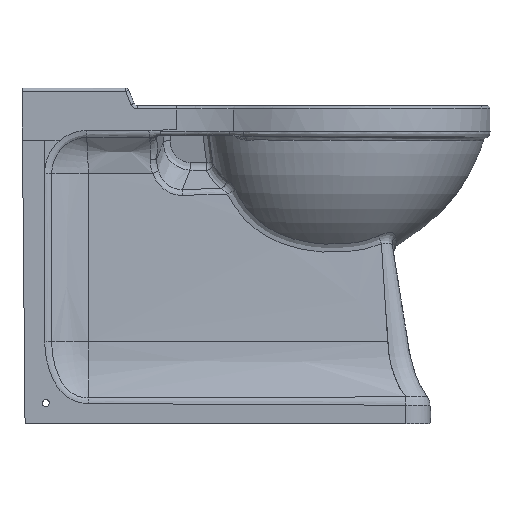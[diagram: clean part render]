
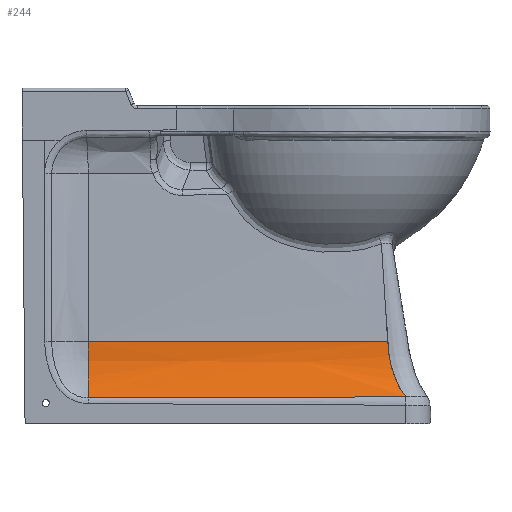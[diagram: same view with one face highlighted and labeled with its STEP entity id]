
A CAD part, left-side view. The second image highlights one B-rep face of the part: STEP entity #244.
In plain terms, the highlighted free-form (B-spline) face has degree [3, 3] with [4, 4] control points.
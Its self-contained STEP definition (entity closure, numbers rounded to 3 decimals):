
#244=ADVANCED_FACE('',(#477),#3451,.T.);
#477=FACE_OUTER_BOUND('',#722,.T.);
#722=EDGE_LOOP('',(#1781,#1782,#1783,#1784,#1785));
#1781=ORIENTED_EDGE('',*,*,#2401,.F.);
#1782=ORIENTED_EDGE('',*,*,#2397,.T.);
#1783=ORIENTED_EDGE('',*,*,#2404,.T.);
#1784=ORIENTED_EDGE('',*,*,#2403,.T.);
#1785=ORIENTED_EDGE('',*,*,#2402,.F.);
#2397=EDGE_CURVE('',#3338,#3339,#2712,.T.);
#2401=EDGE_CURVE('',#3338,#3340,#2716,.T.);
#2402=EDGE_CURVE('',#3340,#3282,#2995,.T.);
#2403=EDGE_CURVE('',#3341,#3282,#2717,.T.);
#2404=EDGE_CURVE('',#3339,#3341,#2718,.T.);
#2712=B_SPLINE_CURVE_WITH_KNOTS('',3,(#204386,#204387,#204388,#204389,#204390,
#204391,#204392,#204393,#204394,#204395,#204396,#204397),.UNSPECIFIED.,
 .F.,.F.,(4,3,1,1,3,4),(714.306,722.182,849.202,
976.221,1103.24,1146.524),.UNSPECIFIED.);
#2716=B_SPLINE_CURVE_WITH_KNOTS('',3,(#204432,#204433,#204434,#204435,#204436,
#204437,#204438,#204439,#204440,#204441,#204442,#204443,#204444,#204445,
#204446,#204447,#204448,#204449,#204450,#204451,#204452,#204453,#204454,
#204455,#204456,#204457,#204458,#204459,#204460,#204461,#204462,#204463,
#204464,#204465,#204466,#204467,#204468,#204469,#204470),.UNSPECIFIED.,
 .F.,.F.,(4,1,1,1,1,1,1,1,1,1,1,1,1,1,1,1,1,1,1,1,1,1,1,1,1,1,1,1,1,1,1,
1,1,1,1,1,4),(-100.883,-98.157,-95.43,-92.704,
-89.977,-87.25,-84.524,-81.797,
-79.071,-76.344,-73.618,-70.891,
-68.164,-65.438,-62.711,-59.985,
-57.258,-54.532,-51.805,-49.078,
-46.352,-43.625,-40.899,-38.172,
-35.446,-32.719,-29.992,-27.266,
-24.539,-21.813,-19.086,-16.359,
-13.633,-10.906,-8.18,-5.453,
-4.988),.UNSPECIFIED.);
#2717=B_SPLINE_CURVE_WITH_KNOTS('',3,(#204481,#204482,#204483,#204484,#204485,
#204486,#204487,#204488,#204489,#204490,#204491,#204492,#204493,#204494,
#204495,#204496),.UNSPECIFIED.,.F.,.F.,(4,2,2,2,2,2,2,4),(0.,
6.104,12.207,24.417,36.633,48.852,
73.386,90.174),.UNSPECIFIED.);
#2718=B_SPLINE_CURVE_WITH_KNOTS('',3,(#204497,#204498,#204499,#204500),
 .UNSPECIFIED.,.F.,.F.,(4,4),(1146.524,1146.529),
 .UNSPECIFIED.);
#2995=(
BOUNDED_CURVE()
B_SPLINE_CURVE(3,(#204471,#204472,#204473,#204474,#204475,#204476,#204477,
#204478,#204479,#204480),.UNSPECIFIED.,.F.,.F.)
B_SPLINE_CURVE_WITH_KNOTS((4,3,3,4),(-492.301,-438.445,
-219.233,-34.01),.UNSPECIFIED.)
CURVE()
GEOMETRIC_REPRESENTATION_ITEM()
RATIONAL_B_SPLINE_CURVE((1.,1.,1.,1.,
1.,1.,1.,1.,
1.,1.))
REPRESENTATION_ITEM('')
);
#3282=VERTEX_POINT('',#189552);
#3338=VERTEX_POINT('',#189608);
#3339=VERTEX_POINT('',#189609);
#3340=VERTEX_POINT('',#189610);
#3341=VERTEX_POINT('',#189611);
#3451=B_SPLINE_SURFACE_WITH_KNOTS('',3,3,((#185647,#185648,#185649,#185650),
(#185651,#185652,#185653,#185654),(#185655,#185656,#185657,#185658),(#185659,
#185660,#185661,#185662)),.UNSPECIFIED.,.F.,.F.,.F.,(4,4),(4,4),(0.,1.),
(0.,588.251),.UNSPECIFIED.);
#185647=CARTESIAN_POINT('',(-95.334,-588.183,118.556));
#185648=CARTESIAN_POINT('',(-99.526,-392.122,118.556));
#185649=CARTESIAN_POINT('',(-103.717,-196.061,118.556));
#185650=CARTESIAN_POINT('',(-107.908,0.,118.556));
#185651=CARTESIAN_POINT('',(-97.243,-588.185,88.12));
#185652=CARTESIAN_POINT('',(-100.083,-392.122,88.54));
#185653=CARTESIAN_POINT('',(-102.923,-196.06,88.959));
#185654=CARTESIAN_POINT('',(-105.764,0.002,89.379));
#185655=CARTESIAN_POINT('',(-106.478,-588.185,56.97));
#185656=CARTESIAN_POINT('',(-107.815,-392.122,57.504));
#185657=CARTESIAN_POINT('',(-109.153,-196.06,58.038));
#185658=CARTESIAN_POINT('',(-110.491,0.003,58.572));
#185659=CARTESIAN_POINT('',(-127.5,-588.183,34.121));
#185660=CARTESIAN_POINT('',(-127.5,-392.122,34.121));
#185661=CARTESIAN_POINT('',(-127.5,-196.061,34.121));
#185662=CARTESIAN_POINT('',(-127.5,0.,34.121));
#189552=CARTESIAN_POINT('',(-123.278,-554.209,39.092));
#189608=CARTESIAN_POINT('',(-105.857,-95.937,118.556));
#189609=CARTESIAN_POINT('',(-96.619,-528.105,118.556));
#189610=CARTESIAN_POINT('',(-124.988,-95.937,37.728));
#189611=CARTESIAN_POINT('',(-96.619,-528.11,118.556));
#204386=CARTESIAN_POINT('',(-105.857,-95.937,118.556));
#204387=CARTESIAN_POINT('',(-105.801,-98.562,118.556));
#204388=CARTESIAN_POINT('',(-105.745,-101.187,118.556));
#204389=CARTESIAN_POINT('',(-105.689,-103.812,118.556));
#204390=CARTESIAN_POINT('',(-104.784,-146.147,118.556));
#204391=CARTESIAN_POINT('',(-102.974,-230.817,118.556));
#204392=CARTESIAN_POINT('',(-100.259,-357.822,118.556));
#204393=CARTESIAN_POINT('',(-98.449,-442.492,118.556));
#204394=CARTESIAN_POINT('',(-97.544,-484.826,118.556));
#204395=CARTESIAN_POINT('',(-97.235,-499.253,118.556));
#204396=CARTESIAN_POINT('',(-96.927,-513.679,118.556));
#204397=CARTESIAN_POINT('',(-96.619,-528.105,118.556));
#204432=CARTESIAN_POINT('',(-105.857,-95.937,118.556));
#204433=CARTESIAN_POINT('',(-105.817,-95.937,117.764));
#204434=CARTESIAN_POINT('',(-105.748,-95.937,116.187));
#204435=CARTESIAN_POINT('',(-105.673,-95.937,113.775));
#204436=CARTESIAN_POINT('',(-105.631,-95.937,111.385));
#204437=CARTESIAN_POINT('',(-105.621,-95.936,108.983));
#204438=CARTESIAN_POINT('',(-105.644,-95.936,106.581));
#204439=CARTESIAN_POINT('',(-105.7,-95.936,104.177));
#204440=CARTESIAN_POINT('',(-105.791,-95.936,101.772));
#204441=CARTESIAN_POINT('',(-105.917,-95.936,99.368));
#204442=CARTESIAN_POINT('',(-106.078,-95.936,96.965));
#204443=CARTESIAN_POINT('',(-106.275,-95.936,94.564));
#204444=CARTESIAN_POINT('',(-106.508,-95.936,92.166));
#204445=CARTESIAN_POINT('',(-106.78,-95.936,89.772));
#204446=CARTESIAN_POINT('',(-107.088,-95.936,87.383));
#204447=CARTESIAN_POINT('',(-107.436,-95.936,85.001));
#204448=CARTESIAN_POINT('',(-107.823,-95.936,82.625));
#204449=CARTESIAN_POINT('',(-108.249,-95.935,80.258));
#204450=CARTESIAN_POINT('',(-108.716,-95.935,77.899));
#204451=CARTESIAN_POINT('',(-109.224,-95.935,75.551));
#204452=CARTESIAN_POINT('',(-109.774,-95.935,73.213));
#204453=CARTESIAN_POINT('',(-110.366,-95.935,70.887));
#204454=CARTESIAN_POINT('',(-111.,-95.935,68.574));
#204455=CARTESIAN_POINT('',(-111.679,-95.935,66.275));
#204456=CARTESIAN_POINT('',(-112.401,-95.935,63.991));
#204457=CARTESIAN_POINT('',(-113.169,-95.936,61.722));
#204458=CARTESIAN_POINT('',(-113.981,-95.936,59.47));
#204459=CARTESIAN_POINT('',(-114.841,-95.936,57.234));
#204460=CARTESIAN_POINT('',(-115.748,-95.936,55.013));
#204461=CARTESIAN_POINT('',(-116.703,-95.936,52.812));
#204462=CARTESIAN_POINT('',(-117.706,-95.936,50.632));
#204463=CARTESIAN_POINT('',(-118.758,-95.936,48.474));
#204464=CARTESIAN_POINT('',(-119.859,-95.936,46.338));
#204465=CARTESIAN_POINT('',(-121.01,-95.936,44.227));
#204466=CARTESIAN_POINT('',(-122.213,-95.936,42.136));
#204467=CARTESIAN_POINT('',(-123.459,-95.936,40.086));
#204468=CARTESIAN_POINT('',(-124.397,-95.937,38.622));
#204469=CARTESIAN_POINT('',(-124.913,-95.937,37.841));
#204470=CARTESIAN_POINT('',(-124.988,-95.937,37.728));
#204471=CARTESIAN_POINT('',(-124.988,-95.937,37.728));
#204472=CARTESIAN_POINT('',(-124.95,-113.889,37.751));
#204473=CARTESIAN_POINT('',(-124.909,-131.841,37.778));
#204474=CARTESIAN_POINT('',(-124.865,-149.793,37.808));
#204475=CARTESIAN_POINT('',(-124.687,-222.863,37.93));
#204476=CARTESIAN_POINT('',(-124.459,-295.933,38.109));
#204477=CARTESIAN_POINT('',(-124.166,-369.001,38.35));
#204478=CARTESIAN_POINT('',(-123.919,-430.739,38.554));
#204479=CARTESIAN_POINT('',(-123.625,-492.476,38.801));
#204480=CARTESIAN_POINT('',(-123.278,-554.209,39.092));
#204481=CARTESIAN_POINT('',(-96.619,-528.11,118.556));
#204482=CARTESIAN_POINT('',(-96.717,-528.206,116.526));
#204483=CARTESIAN_POINT('',(-96.847,-528.333,114.498));
#204484=CARTESIAN_POINT('',(-97.172,-528.652,110.452));
#204485=CARTESIAN_POINT('',(-97.367,-528.843,108.435));
#204486=CARTESIAN_POINT('',(-98.054,-529.515,102.404));
#204487=CARTESIAN_POINT('',(-98.646,-530.095,98.415));
#204488=CARTESIAN_POINT('',(-100.112,-531.53,90.532));
#204489=CARTESIAN_POINT('',(-100.985,-532.385,86.645));
#204490=CARTESIAN_POINT('',(-103.022,-534.379,79.01));
#204491=CARTESIAN_POINT('',(-104.183,-535.515,75.275));
#204492=CARTESIAN_POINT('',(-108.113,-539.362,64.32));
#204493=CARTESIAN_POINT('',(-111.288,-542.472,57.482));
#204494=CARTESIAN_POINT('',(-117.55,-548.601,46.844));
#204495=CARTESIAN_POINT('',(-120.314,-551.307,42.821));
#204496=CARTESIAN_POINT('',(-123.278,-554.209,39.092));
#204497=CARTESIAN_POINT('',(-96.619,-528.105,118.556));
#204498=CARTESIAN_POINT('',(-96.619,-528.107,118.556));
#204499=CARTESIAN_POINT('',(-96.619,-528.109,118.556));
#204500=CARTESIAN_POINT('',(-96.619,-528.11,118.556));
